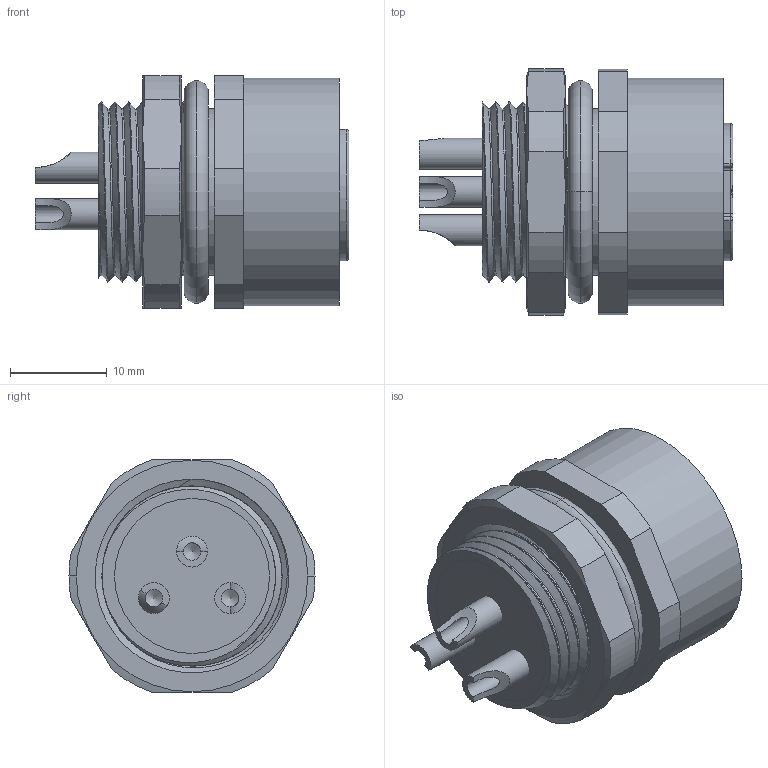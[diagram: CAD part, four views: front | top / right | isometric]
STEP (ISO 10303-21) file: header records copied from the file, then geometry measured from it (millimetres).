
FILE_DESCRIPTION(/* description */ (''),/* implementation_level */ '2;1');
FILE_NAME(/* name */ 'FO7.3-0_M20_F.stp',/* time_stamp */ '2024-05-29T15:41:17+08:00',/* author */ (''),/* organization */ (''),/* preprocessor_version */ 'ST-DEVELOPER v16',/* originating_system */ 'SIEMENS PLM Software NX 10.0',/* authorisation */ '');
FILE_SCHEMA (('AP203_CONFIGURATION_CONTROLLED_3D_DESIGN_OF_MECHANICAL_PARTS_AND_ASSEMBLIES_MIM_LF { 1 0 10303 403 2 1 2}'));
Length unit declared in the file: millimetre
Products named in the file (1): chan84D89835820p
Bounding box: 32.4 x 25.4 x 24 mm (x, y, z)
Volume: 7872.2 mm3; surface area: 11220.4 mm2
Topology: 12 solids, 12 shells, 313 faces, 742 edges, 465 vertices
Faces by surface type: plane 117, cylinder 84, bspline 57, cone 38, torus 15, sphere 2
Full cylindrical faces by diameter (mm): 1.8 x3, 2 x3, 2.3 x3, 2.8 x3, 2.85 x3, 3 x3, 3.2 x12, 3.3 x3, 3.6 x3, 3.7 x3, 14.8 x1, 15.8 x2, 16 x2, 17.2 x1, 23.5 x1
Entity records: 13169 total; most frequent: CARTESIAN_POINT 6745, ORIENTED_EDGE 1242, DIRECTION 1159, EDGE_CURVE 621, AXIS2_PLACEMENT_3D 486, VERTEX_POINT 426, EDGE_LOOP 421, ADVANCED_FACE 313
